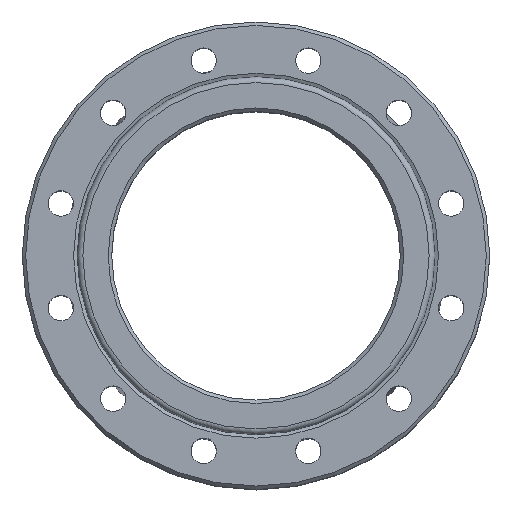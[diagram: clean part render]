
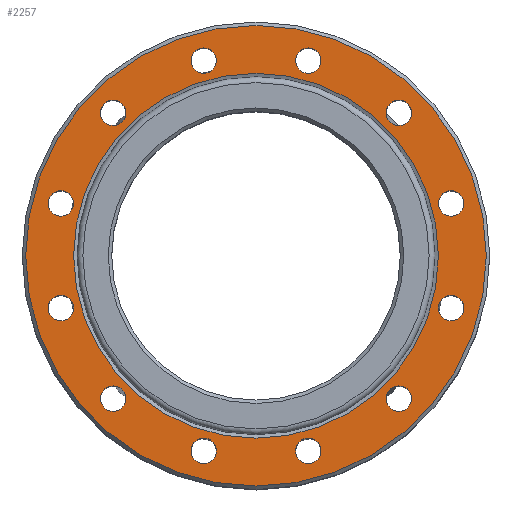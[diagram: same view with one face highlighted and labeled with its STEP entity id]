
A CAD part, top view. The second image highlights one B-rep face of the part: STEP entity #2257.
In plain terms, the highlighted planar face has unit normal (0, 0, 1).
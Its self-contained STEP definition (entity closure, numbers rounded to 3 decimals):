
#94=PLANE('',#2471);
#354=FACE_BOUND('',#625,.T.);
#355=FACE_BOUND('',#626,.T.);
#356=FACE_BOUND('',#627,.T.);
#357=FACE_BOUND('',#628,.T.);
#358=FACE_BOUND('',#629,.T.);
#359=FACE_BOUND('',#630,.T.);
#360=FACE_BOUND('',#631,.T.);
#361=FACE_BOUND('',#632,.T.);
#362=FACE_BOUND('',#633,.T.);
#363=FACE_BOUND('',#634,.T.);
#364=FACE_BOUND('',#635,.T.);
#365=FACE_BOUND('',#636,.T.);
#366=FACE_BOUND('',#637,.T.);
#465=FACE_OUTER_BOUND('',#624,.T.);
#624=EDGE_LOOP('',(#1949));
#625=EDGE_LOOP('',(#1950));
#626=EDGE_LOOP('',(#1951));
#627=EDGE_LOOP('',(#1952));
#628=EDGE_LOOP('',(#1953));
#629=EDGE_LOOP('',(#1954));
#630=EDGE_LOOP('',(#1955));
#631=EDGE_LOOP('',(#1956));
#632=EDGE_LOOP('',(#1957));
#633=EDGE_LOOP('',(#1958));
#634=EDGE_LOOP('',(#1959));
#635=EDGE_LOOP('',(#1960));
#636=EDGE_LOOP('',(#1961));
#637=EDGE_LOOP('',(#1962));
#856=CIRCLE('',#2470,199.5);
#857=CIRCLE('',#2472,11.);
#858=CIRCLE('',#2473,11.);
#859=CIRCLE('',#2474,11.);
#860=CIRCLE('',#2475,11.);
#861=CIRCLE('',#2476,11.);
#862=CIRCLE('',#2477,11.);
#863=CIRCLE('',#2478,11.);
#864=CIRCLE('',#2479,11.);
#865=CIRCLE('',#2480,11.);
#866=CIRCLE('',#2481,11.);
#867=CIRCLE('',#2482,11.);
#868=CIRCLE('',#2483,11.);
#869=CIRCLE('',#2484,158.);
#1067=VERTEX_POINT('',#4513);
#1068=VERTEX_POINT('',#4517);
#1069=VERTEX_POINT('',#4519);
#1070=VERTEX_POINT('',#4521);
#1071=VERTEX_POINT('',#4523);
#1072=VERTEX_POINT('',#4525);
#1073=VERTEX_POINT('',#4527);
#1074=VERTEX_POINT('',#4529);
#1075=VERTEX_POINT('',#4531);
#1076=VERTEX_POINT('',#4533);
#1077=VERTEX_POINT('',#4535);
#1078=VERTEX_POINT('',#4537);
#1079=VERTEX_POINT('',#4539);
#1080=VERTEX_POINT('',#4541);
#1368=EDGE_CURVE('',#1067,#1067,#856,.T.);
#1369=EDGE_CURVE('',#1068,#1068,#857,.T.);
#1370=EDGE_CURVE('',#1069,#1069,#858,.T.);
#1371=EDGE_CURVE('',#1070,#1070,#859,.T.);
#1372=EDGE_CURVE('',#1071,#1071,#860,.T.);
#1373=EDGE_CURVE('',#1072,#1072,#861,.T.);
#1374=EDGE_CURVE('',#1073,#1073,#862,.T.);
#1375=EDGE_CURVE('',#1074,#1074,#863,.T.);
#1376=EDGE_CURVE('',#1075,#1075,#864,.T.);
#1377=EDGE_CURVE('',#1076,#1076,#865,.T.);
#1378=EDGE_CURVE('',#1077,#1077,#866,.T.);
#1379=EDGE_CURVE('',#1078,#1078,#867,.T.);
#1380=EDGE_CURVE('',#1079,#1079,#868,.T.);
#1381=EDGE_CURVE('',#1080,#1080,#869,.T.);
#1949=ORIENTED_EDGE('',*,*,#1368,.F.);
#1950=ORIENTED_EDGE('',*,*,#1369,.F.);
#1951=ORIENTED_EDGE('',*,*,#1370,.F.);
#1952=ORIENTED_EDGE('',*,*,#1371,.F.);
#1953=ORIENTED_EDGE('',*,*,#1372,.F.);
#1954=ORIENTED_EDGE('',*,*,#1373,.F.);
#1955=ORIENTED_EDGE('',*,*,#1374,.F.);
#1956=ORIENTED_EDGE('',*,*,#1375,.F.);
#1957=ORIENTED_EDGE('',*,*,#1376,.F.);
#1958=ORIENTED_EDGE('',*,*,#1377,.F.);
#1959=ORIENTED_EDGE('',*,*,#1378,.F.);
#1960=ORIENTED_EDGE('',*,*,#1379,.F.);
#1961=ORIENTED_EDGE('',*,*,#1380,.F.);
#1962=ORIENTED_EDGE('',*,*,#1381,.T.);
#2257=ADVANCED_FACE('',(#465,#354,#355,#356,#357,#358,#359,#360,#361,#362,
#363,#364,#365,#366),#94,.F.);
#2470=AXIS2_PLACEMENT_3D('',#4515,#2934,#2935);
#2471=AXIS2_PLACEMENT_3D('',#4516,#2936,#2937);
#2472=AXIS2_PLACEMENT_3D('',#4518,#2938,#2939);
#2473=AXIS2_PLACEMENT_3D('',#4520,#2940,#2941);
#2474=AXIS2_PLACEMENT_3D('',#4522,#2942,#2943);
#2475=AXIS2_PLACEMENT_3D('',#4524,#2944,#2945);
#2476=AXIS2_PLACEMENT_3D('',#4526,#2946,#2947);
#2477=AXIS2_PLACEMENT_3D('',#4528,#2948,#2949);
#2478=AXIS2_PLACEMENT_3D('',#4530,#2950,#2951);
#2479=AXIS2_PLACEMENT_3D('',#4532,#2952,#2953);
#2480=AXIS2_PLACEMENT_3D('',#4534,#2954,#2955);
#2481=AXIS2_PLACEMENT_3D('',#4536,#2956,#2957);
#2482=AXIS2_PLACEMENT_3D('',#4538,#2958,#2959);
#2483=AXIS2_PLACEMENT_3D('',#4540,#2960,#2961);
#2484=AXIS2_PLACEMENT_3D('',#4542,#2962,#2963);
#2934=DIRECTION('center_axis',(0.,0.,-1.));
#2935=DIRECTION('ref_axis',(1.,0.,0.));
#2936=DIRECTION('center_axis',(0.,0.,-1.));
#2937=DIRECTION('ref_axis',(-1.,0.,0.));
#2938=DIRECTION('center_axis',(0.,0.,1.));
#2939=DIRECTION('ref_axis',(1.,0.,0.));
#2940=DIRECTION('center_axis',(0.,0.,1.));
#2941=DIRECTION('ref_axis',(1.,0.,0.));
#2942=DIRECTION('center_axis',(0.,0.,1.));
#2943=DIRECTION('ref_axis',(1.,0.,0.));
#2944=DIRECTION('center_axis',(0.,0.,1.));
#2945=DIRECTION('ref_axis',(1.,0.,0.));
#2946=DIRECTION('center_axis',(0.,0.,1.));
#2947=DIRECTION('ref_axis',(1.,0.,0.));
#2948=DIRECTION('center_axis',(0.,0.,1.));
#2949=DIRECTION('ref_axis',(1.,0.,0.));
#2950=DIRECTION('center_axis',(0.,0.,1.));
#2951=DIRECTION('ref_axis',(1.,0.,0.));
#2952=DIRECTION('center_axis',(0.,0.,1.));
#2953=DIRECTION('ref_axis',(1.,0.,0.));
#2954=DIRECTION('center_axis',(0.,0.,1.));
#2955=DIRECTION('ref_axis',(1.,0.,0.));
#2956=DIRECTION('center_axis',(0.,0.,1.));
#2957=DIRECTION('ref_axis',(1.,0.,0.));
#2958=DIRECTION('center_axis',(0.,0.,1.));
#2959=DIRECTION('ref_axis',(1.,0.,0.));
#2960=DIRECTION('center_axis',(0.,0.,1.));
#2961=DIRECTION('ref_axis',(1.,0.,0.));
#2962=DIRECTION('center_axis',(0.,0.,-1.));
#2963=DIRECTION('ref_axis',(0.,1.,0.));
#4513=CARTESIAN_POINT('',(-199.5,0.,116.));
#4515=CARTESIAN_POINT('Origin',(0.,0.,116.));
#4516=CARTESIAN_POINT('Origin',(0.,0.,116.));
#4517=CARTESIAN_POINT('',(-180.037,45.293,116.));
#4518=CARTESIAN_POINT('Origin',(-169.037,45.293,116.));
#4519=CARTESIAN_POINT('',(-180.037,-45.293,116.));
#4520=CARTESIAN_POINT('Origin',(-169.037,-45.293,116.));
#4521=CARTESIAN_POINT('',(-134.744,-123.744,116.));
#4522=CARTESIAN_POINT('Origin',(-123.744,-123.744,116.));
#4523=CARTESIAN_POINT('',(-56.293,-169.037,116.));
#4524=CARTESIAN_POINT('Origin',(-45.293,-169.037,116.));
#4525=CARTESIAN_POINT('',(34.293,-169.037,116.));
#4526=CARTESIAN_POINT('Origin',(45.293,-169.037,116.));
#4527=CARTESIAN_POINT('',(112.744,-123.744,116.));
#4528=CARTESIAN_POINT('Origin',(123.744,-123.744,116.));
#4529=CARTESIAN_POINT('',(158.037,-45.293,116.));
#4530=CARTESIAN_POINT('Origin',(169.037,-45.293,116.));
#4531=CARTESIAN_POINT('',(158.037,45.293,116.));
#4532=CARTESIAN_POINT('Origin',(169.037,45.293,116.));
#4533=CARTESIAN_POINT('',(112.744,123.744,116.));
#4534=CARTESIAN_POINT('Origin',(123.744,123.744,116.));
#4535=CARTESIAN_POINT('',(34.293,169.037,116.));
#4536=CARTESIAN_POINT('Origin',(45.293,169.037,116.));
#4537=CARTESIAN_POINT('',(-56.293,169.037,116.));
#4538=CARTESIAN_POINT('Origin',(-45.293,169.037,116.));
#4539=CARTESIAN_POINT('',(-134.744,123.744,116.));
#4540=CARTESIAN_POINT('Origin',(-123.744,123.744,116.));
#4541=CARTESIAN_POINT('',(0.,-158.,116.));
#4542=CARTESIAN_POINT('Origin',(0.,0.,116.));
